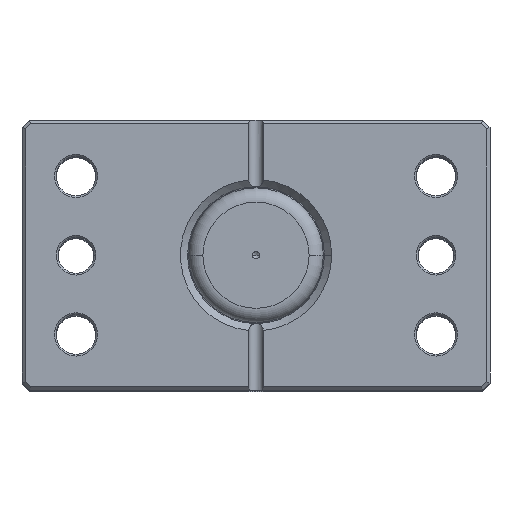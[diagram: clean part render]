
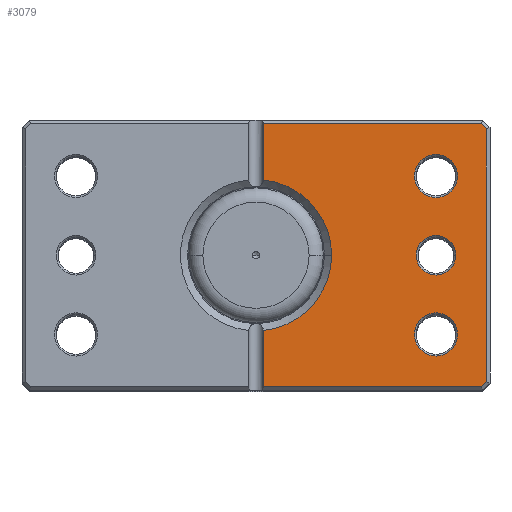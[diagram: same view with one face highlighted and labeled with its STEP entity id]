
A CAD part, top view. The second image highlights one B-rep face of the part: STEP entity #3079.
In plain terms, the highlighted face is planar.
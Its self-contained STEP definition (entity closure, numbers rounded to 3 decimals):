
#83 = AXIS2_PLACEMENT_3D ( 'NONE', #3950, #3974, #3986 ) ;
#138 = DIRECTION ( 'NONE',  ( 1., 0., 0. ) ) ;
#156 = CARTESIAN_POINT ( 'NONE',  ( -2., -36.5, 0. ) ) ;
#189 = EDGE_LOOP ( 'NONE', ( #1541, #1487, #1447, #1414, #1361, #1323, #1263, #1179, #1109 ) ) ;
#285 = EDGE_LOOP ( 'NONE', ( #1961, #1895 ) ) ;
#289 = AXIS2_PLACEMENT_3D ( 'NONE', #503, #548, #494 ) ;
#355 = EDGE_LOOP ( 'NONE', ( #1714, #1617 ) ) ;
#436 = EDGE_LOOP ( 'NONE', ( #1819, #1778 ) ) ;
#437 = DIRECTION ( 'NONE',  ( 0., 0., 1. ) ) ;
#454 = DIRECTION ( 'NONE',  ( 1., 0., 0. ) ) ;
#465 = EDGE_CURVE ( 'NONE', #4465, #5254, #4605, .T. ) ;
#494 = DIRECTION ( 'NONE',  ( 1., 0., 0. ) ) ;
#503 = CARTESIAN_POINT ( 'NONE',  ( 0., 0., 0. ) ) ;
#518 = EDGE_CURVE ( 'NONE', #3351, #578, #3579, .T. ) ;
#528 = EDGE_CURVE ( 'NONE', #839, #5518, #1859, .T. ) ;
#548 = DIRECTION ( 'NONE',  ( 0., 0., 1. ) ) ;
#578 = VERTEX_POINT ( 'NONE', #5042 ) ;
#684 = DIRECTION ( 'NONE',  ( 1., 0., 0. ) ) ;
#695 = DIRECTION ( 'NONE',  ( 0., 0., 1. ) ) ;
#775 = CARTESIAN_POINT ( 'NONE',  ( -50., 0., 0. ) ) ;
#839 = VERTEX_POINT ( 'NONE', #5261 ) ;
#1018 = CARTESIAN_POINT ( 'NONE',  ( -2., -20.905, 0. ) ) ;
#1020 = EDGE_CURVE ( 'NONE', #4806, #2064, #2505, .T. ) ;
#1109 = ORIENTED_EDGE ( 'NONE', *, *, #1644, .T. ) ;
#1118 = EDGE_CURVE ( 'NONE', #6531, #3708, #6457, .T. ) ;
#1179 = ORIENTED_EDGE ( 'NONE', *, *, #1473, .T. ) ;
#1223 = EDGE_CURVE ( 'NONE', #3708, #6047, #3836, .T. ) ;
#1263 = ORIENTED_EDGE ( 'NONE', *, *, #1397, .T. ) ;
#1279 = CARTESIAN_POINT ( 'NONE',  ( -2., 36.5, 0. ) ) ;
#1302 = EDGE_CURVE ( 'NONE', #6047, #1745, #6906, .T. ) ;
#1323 = ORIENTED_EDGE ( 'NONE', *, *, #1346, .T. ) ;
#1346 = EDGE_CURVE ( 'NONE', #1745, #1749, #5078, .T. ) ;
#1361 = ORIENTED_EDGE ( 'NONE', *, *, #1302, .T. ) ;
#1397 = EDGE_CURVE ( 'NONE', #1749, #2042, #6756, .T. ) ;
#1414 = ORIENTED_EDGE ( 'NONE', *, *, #1223, .T. ) ;
#1447 = ORIENTED_EDGE ( 'NONE', *, *, #1118, .T. ) ;
#1473 = EDGE_CURVE ( 'NONE', #2042, #1667, #6674, .T. ) ;
#1487 = ORIENTED_EDGE ( 'NONE', *, *, #6116, .T. ) ;
#1541 = ORIENTED_EDGE ( 'NONE', *, *, #1020, .T. ) ;
#1577 = CIRCLE ( 'NONE', #2296, 21. ) ;
#1617 = ORIENTED_EDGE ( 'NONE', *, *, #528, .T. ) ;
#1643 = CARTESIAN_POINT ( 'NONE',  ( 0., 36.5, 0. ) ) ;
#1644 = EDGE_CURVE ( 'NONE', #1667, #4806, #1984, .T. ) ;
#1645 = CARTESIAN_POINT ( 'NONE',  ( 0., 0., 0. ) ) ;
#1667 = VERTEX_POINT ( 'NONE', #4970 ) ;
#1714 = ORIENTED_EDGE ( 'NONE', *, *, #2435, .T. ) ;
#1745 = VERTEX_POINT ( 'NONE', #4624 ) ;
#1749 = VERTEX_POINT ( 'NONE', #4600 ) ;
#1778 = ORIENTED_EDGE ( 'NONE', *, *, #518, .T. ) ;
#1796 = CARTESIAN_POINT ( 'NONE',  ( -44.5, 0., 0. ) ) ;
#1819 = ORIENTED_EDGE ( 'NONE', *, *, #4225, .T. ) ;
#1847 = VECTOR ( 'NONE', #2302, 1000. ) ;
#1859 = CIRCLE ( 'NONE', #4114, 6. ) ;
#1895 = ORIENTED_EDGE ( 'NONE', *, *, #465, .T. ) ;
#1912 = AXIS2_PLACEMENT_3D ( 'NONE', #775, #695, #684 ) ;
#1961 = ORIENTED_EDGE ( 'NONE', *, *, #4815, .T. ) ;
#1984 = LINE ( 'NONE', #1643, #4144 ) ;
#2042 = VERTEX_POINT ( 'NONE', #5542 ) ;
#2043 = CARTESIAN_POINT ( 'NONE',  ( 0., 0., 0. ) ) ;
#2064 = VERTEX_POINT ( 'NONE', #4491 ) ;
#2255 = CARTESIAN_POINT ( 'NONE',  ( -64., 0., 0. ) ) ;
#2296 = AXIS2_PLACEMENT_3D ( 'NONE', #1645, #3783, #3550 ) ;
#2302 = DIRECTION ( 'NONE',  ( 0., -1., 0. ) ) ;
#2379 = CARTESIAN_POINT ( 'NONE',  ( -2., 37.5, 0. ) ) ;
#2435 = EDGE_CURVE ( 'NONE', #5518, #839, #5608, .T. ) ;
#2474 = VECTOR ( 'NONE', #3210, 1000. ) ;
#2505 = LINE ( 'NONE', #2379, #1847 ) ;
#2693 = CIRCLE ( 'NONE', #1912, 5.5 ) ;
#2845 = DIRECTION ( 'NONE',  ( 0., 1., 0. ) ) ;
#2931 = CARTESIAN_POINT ( 'NONE',  ( -21., 0., 0. ) ) ;
#3079 = ADVANCED_FACE ( 'NONE', ( #4856, #4812, #4836, #4810 ), #6926, .F. ) ;
#3150 = CARTESIAN_POINT ( 'NONE',  ( -49.543, -49.543, 0. ) ) ;
#3210 = DIRECTION ( 'NONE',  ( -0.707, 0.707, 0. ) ) ;
#3351 = VERTEX_POINT ( 'NONE', #6649 ) ;
#3468 = CIRCLE ( 'NONE', #5386, 6. ) ;
#3550 = DIRECTION ( 'NONE',  ( 1., 0., 0. ) ) ;
#3579 = CIRCLE ( 'NONE', #4058, 6. ) ;
#3666 = AXIS2_PLACEMENT_3D ( 'NONE', #5571, #6112, #6387 ) ;
#3708 = VERTEX_POINT ( 'NONE', #1018 ) ;
#3719 = CARTESIAN_POINT ( 'NONE',  ( -56., 22., 0. ) ) ;
#3775 = DIRECTION ( 'NONE',  ( -1., 0., 0. ) ) ;
#3783 = DIRECTION ( 'NONE',  ( 0., 0., 1. ) ) ;
#3784 = DIRECTION ( 'NONE',  ( 1., 0., 0. ) ) ;
#3800 = DIRECTION ( 'NONE',  ( 0., 0., 1. ) ) ;
#3806 = CARTESIAN_POINT ( 'NONE',  ( -50., -22., 0. ) ) ;
#3836 = LINE ( 'NONE', #5854, #6017 ) ;
#3867 = CARTESIAN_POINT ( 'NONE',  ( 0., -36.5, 0. ) ) ;
#3950 = CARTESIAN_POINT ( 'NONE',  ( -50., 22., 0. ) ) ;
#3974 = DIRECTION ( 'NONE',  ( 0., 0., 1. ) ) ;
#3986 = DIRECTION ( 'NONE',  ( 1., 0., 0. ) ) ;
#4058 = AXIS2_PLACEMENT_3D ( 'NONE', #6848, #6827, #4466 ) ;
#4114 = AXIS2_PLACEMENT_3D ( 'NONE', #6720, #4714, #6784 ) ;
#4144 = VECTOR ( 'NONE', #138, 1000. ) ;
#4225 = EDGE_CURVE ( 'NONE', #578, #3351, #3468, .T. ) ;
#4465 = VERTEX_POINT ( 'NONE', #1796 ) ;
#4466 = DIRECTION ( 'NONE',  ( 1., 0., 0. ) ) ;
#4491 = CARTESIAN_POINT ( 'NONE',  ( -2., 20.905, 0. ) ) ;
#4600 = CARTESIAN_POINT ( 'NONE',  ( -64., -35.086, 0. ) ) ;
#4605 = CIRCLE ( 'NONE', #3666, 5.5 ) ;
#4624 = CARTESIAN_POINT ( 'NONE',  ( -62.586, -36.5, 0. ) ) ;
#4714 = DIRECTION ( 'NONE',  ( 0., 0., 1. ) ) ;
#4806 = VERTEX_POINT ( 'NONE', #1279 ) ;
#4810 = FACE_OUTER_BOUND ( 'NONE', #189, .T. ) ;
#4812 = FACE_BOUND ( 'NONE', #436, .T. ) ;
#4815 = EDGE_CURVE ( 'NONE', #5254, #4465, #2693, .T. ) ;
#4836 = FACE_BOUND ( 'NONE', #355, .T. ) ;
#4856 = FACE_BOUND ( 'NONE', #285, .T. ) ;
#4970 = CARTESIAN_POINT ( 'NONE',  ( -62.586, 36.5, 0. ) ) ;
#5042 = CARTESIAN_POINT ( 'NONE',  ( -56., -22., 0. ) ) ;
#5078 = LINE ( 'NONE', #3150, #2474 ) ;
#5254 = VERTEX_POINT ( 'NONE', #6897 ) ;
#5261 = CARTESIAN_POINT ( 'NONE',  ( -44., 22., 0. ) ) ;
#5386 = AXIS2_PLACEMENT_3D ( 'NONE', #3806, #3800, #3784 ) ;
#5518 = VERTEX_POINT ( 'NONE', #3719 ) ;
#5542 = CARTESIAN_POINT ( 'NONE',  ( -64., 35.086, 0. ) ) ;
#5556 = DIRECTION ( 'NONE',  ( 0.707, 0.707, 0. ) ) ;
#5571 = CARTESIAN_POINT ( 'NONE',  ( -50., 0., 0. ) ) ;
#5608 = CIRCLE ( 'NONE', #83, 6. ) ;
#5854 = CARTESIAN_POINT ( 'NONE',  ( -2., 37.5, 0. ) ) ;
#5925 = CARTESIAN_POINT ( 'NONE',  ( -49.543, 49.543, 0. ) ) ;
#6017 = VECTOR ( 'NONE', #6138, 1000. ) ;
#6047 = VERTEX_POINT ( 'NONE', #156 ) ;
#6100 = AXIS2_PLACEMENT_3D ( 'NONE', #2043, #437, #454 ) ;
#6112 = DIRECTION ( 'NONE',  ( 0., 0., 1. ) ) ;
#6116 = EDGE_CURVE ( 'NONE', #2064, #6531, #1577, .T. ) ;
#6138 = DIRECTION ( 'NONE',  ( 0., -1., 0. ) ) ;
#6387 = DIRECTION ( 'NONE',  ( 1., 0., 0. ) ) ;
#6457 = CIRCLE ( 'NONE', #289, 21. ) ;
#6531 = VERTEX_POINT ( 'NONE', #2931 ) ;
#6649 = CARTESIAN_POINT ( 'NONE',  ( -44., -22., 0. ) ) ;
#6659 = VECTOR ( 'NONE', #5556, 1000. ) ;
#6674 = LINE ( 'NONE', #5925, #6659 ) ;
#6720 = CARTESIAN_POINT ( 'NONE',  ( -50., 22., 0. ) ) ;
#6756 = LINE ( 'NONE', #2255, #6762 ) ;
#6762 = VECTOR ( 'NONE', #2845, 1000. ) ;
#6784 = DIRECTION ( 'NONE',  ( 1., 0., 0. ) ) ;
#6827 = DIRECTION ( 'NONE',  ( 0., 0., 1. ) ) ;
#6848 = CARTESIAN_POINT ( 'NONE',  ( -50., -22., 0. ) ) ;
#6887 = VECTOR ( 'NONE', #3775, 1000. ) ;
#6897 = CARTESIAN_POINT ( 'NONE',  ( -55.5, 0., 0. ) ) ;
#6906 = LINE ( 'NONE', #3867, #6887 ) ;
#6926 = PLANE ( 'NONE',  #6100 ) ;
